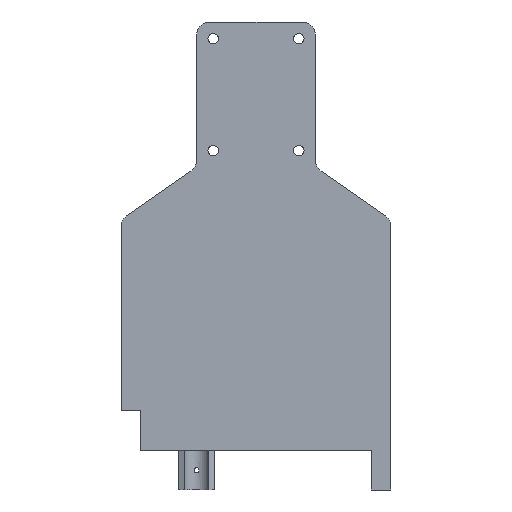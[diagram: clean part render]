
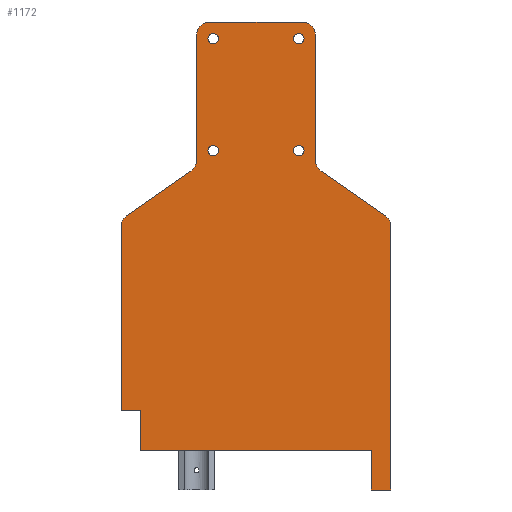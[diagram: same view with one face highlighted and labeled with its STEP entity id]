
A CAD part, front view. The second image highlights one B-rep face of the part: STEP entity #1172.
In plain terms, the highlighted planar face has unit normal (0, -1, 0).
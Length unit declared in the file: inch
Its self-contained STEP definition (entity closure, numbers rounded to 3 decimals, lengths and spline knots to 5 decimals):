
#41=FACE_BOUND('',#169,.T.);
#42=FACE_BOUND('',#170,.T.);
#43=FACE_BOUND('',#171,.T.);
#44=FACE_BOUND('',#172,.T.);
#60=PLANE('',#1274);
#102=FACE_OUTER_BOUND('',#168,.T.);
#168=EDGE_LOOP('',(#854,#855,#856,#857,#858,#859,#860,#861,#862,#863,#864,
#865,#866,#867,#868,#869,#870,#871));
#169=EDGE_LOOP('',(#872));
#170=EDGE_LOOP('',(#873));
#171=EDGE_LOOP('',(#874));
#172=EDGE_LOOP('',(#875));
#243=CIRCLE('',#1275,0.25);
#244=CIRCLE('',#1276,0.25);
#245=CIRCLE('',#1277,0.25);
#246=CIRCLE('',#1278,0.25);
#247=CIRCLE('',#1279,0.25);
#248=CIRCLE('',#1280,0.25);
#249=CIRCLE('',#1281,0.09843);
#250=CIRCLE('',#1282,0.09843);
#251=CIRCLE('',#1283,0.09843);
#252=CIRCLE('',#1284,0.09843);
#295=LINE('',#1887,#397);
#303=LINE('',#1912,#405);
#304=LINE('',#1916,#406);
#305=LINE('',#1920,#407);
#306=LINE('',#1924,#408);
#307=LINE('',#1928,#409);
#308=LINE('',#1932,#410);
#309=LINE('',#1936,#411);
#310=LINE('',#1938,#412);
#311=LINE('',#1940,#413);
#312=LINE('',#1941,#414);
#313=LINE('',#1942,#415);
#397=VECTOR('',#1438,0.3937);
#405=VECTOR('',#1454,0.3937);
#406=VECTOR('',#1457,0.3937);
#407=VECTOR('',#1460,0.3937);
#408=VECTOR('',#1463,0.3937);
#409=VECTOR('',#1466,0.3937);
#410=VECTOR('',#1469,0.3937);
#411=VECTOR('',#1472,0.3937);
#412=VECTOR('',#1473,0.3937);
#413=VECTOR('',#1474,0.3937);
#414=VECTOR('',#1475,0.3937);
#415=VECTOR('',#1476,0.3937);
#524=VERTEX_POINT('',#1884);
#525=VERTEX_POINT('',#1886);
#534=VERTEX_POINT('',#1910);
#535=VERTEX_POINT('',#1911);
#536=VERTEX_POINT('',#1913);
#537=VERTEX_POINT('',#1915);
#538=VERTEX_POINT('',#1917);
#539=VERTEX_POINT('',#1919);
#540=VERTEX_POINT('',#1921);
#541=VERTEX_POINT('',#1923);
#542=VERTEX_POINT('',#1925);
#543=VERTEX_POINT('',#1927);
#544=VERTEX_POINT('',#1929);
#545=VERTEX_POINT('',#1931);
#546=VERTEX_POINT('',#1933);
#547=VERTEX_POINT('',#1935);
#548=VERTEX_POINT('',#1937);
#549=VERTEX_POINT('',#1939);
#550=VERTEX_POINT('',#1943);
#551=VERTEX_POINT('',#1945);
#552=VERTEX_POINT('',#1947);
#553=VERTEX_POINT('',#1949);
#650=EDGE_CURVE('',#525,#524,#295,.T.);
#661=EDGE_CURVE('',#534,#535,#303,.T.);
#662=EDGE_CURVE('',#536,#534,#243,.T.);
#663=EDGE_CURVE('',#537,#536,#304,.T.);
#664=EDGE_CURVE('',#538,#537,#244,.T.);
#665=EDGE_CURVE('',#539,#538,#305,.T.);
#666=EDGE_CURVE('',#540,#539,#245,.T.);
#667=EDGE_CURVE('',#541,#540,#306,.T.);
#668=EDGE_CURVE('',#542,#541,#246,.T.);
#669=EDGE_CURVE('',#543,#542,#307,.T.);
#670=EDGE_CURVE('',#544,#543,#247,.T.);
#671=EDGE_CURVE('',#545,#544,#308,.T.);
#672=EDGE_CURVE('',#546,#545,#248,.T.);
#673=EDGE_CURVE('',#547,#546,#309,.T.);
#674=EDGE_CURVE('',#547,#548,#310,.T.);
#675=EDGE_CURVE('',#548,#549,#311,.T.);
#676=EDGE_CURVE('',#525,#549,#312,.T.);
#677=EDGE_CURVE('',#535,#524,#313,.T.);
#678=EDGE_CURVE('',#550,#550,#249,.T.);
#679=EDGE_CURVE('',#551,#551,#250,.T.);
#680=EDGE_CURVE('',#552,#552,#251,.T.);
#681=EDGE_CURVE('',#553,#553,#252,.T.);
#854=ORIENTED_EDGE('',*,*,#661,.F.);
#855=ORIENTED_EDGE('',*,*,#662,.F.);
#856=ORIENTED_EDGE('',*,*,#663,.F.);
#857=ORIENTED_EDGE('',*,*,#664,.F.);
#858=ORIENTED_EDGE('',*,*,#665,.F.);
#859=ORIENTED_EDGE('',*,*,#666,.F.);
#860=ORIENTED_EDGE('',*,*,#667,.F.);
#861=ORIENTED_EDGE('',*,*,#668,.F.);
#862=ORIENTED_EDGE('',*,*,#669,.F.);
#863=ORIENTED_EDGE('',*,*,#670,.F.);
#864=ORIENTED_EDGE('',*,*,#671,.F.);
#865=ORIENTED_EDGE('',*,*,#672,.F.);
#866=ORIENTED_EDGE('',*,*,#673,.F.);
#867=ORIENTED_EDGE('',*,*,#674,.T.);
#868=ORIENTED_EDGE('',*,*,#675,.T.);
#869=ORIENTED_EDGE('',*,*,#676,.F.);
#870=ORIENTED_EDGE('',*,*,#650,.T.);
#871=ORIENTED_EDGE('',*,*,#677,.F.);
#872=ORIENTED_EDGE('',*,*,#678,.T.);
#873=ORIENTED_EDGE('',*,*,#679,.T.);
#874=ORIENTED_EDGE('',*,*,#680,.T.);
#875=ORIENTED_EDGE('',*,*,#681,.T.);
#1172=ADVANCED_FACE('',(#102,#41,#42,#43,#44),#60,.F.);
#1274=AXIS2_PLACEMENT_3D('',#1909,#1452,#1453);
#1275=AXIS2_PLACEMENT_3D('',#1914,#1455,#1456);
#1276=AXIS2_PLACEMENT_3D('',#1918,#1458,#1459);
#1277=AXIS2_PLACEMENT_3D('',#1922,#1461,#1462);
#1278=AXIS2_PLACEMENT_3D('',#1926,#1464,#1465);
#1279=AXIS2_PLACEMENT_3D('',#1930,#1467,#1468);
#1280=AXIS2_PLACEMENT_3D('',#1934,#1470,#1471);
#1281=AXIS2_PLACEMENT_3D('',#1944,#1477,#1478);
#1282=AXIS2_PLACEMENT_3D('',#1946,#1479,#1480);
#1283=AXIS2_PLACEMENT_3D('',#1948,#1481,#1482);
#1284=AXIS2_PLACEMENT_3D('',#1950,#1483,#1484);
#1438=DIRECTION('',(0.,0.,-1.));
#1452=DIRECTION('center_axis',(0.,1.,0.));
#1453=DIRECTION('ref_axis',(0.,0.,1.));
#1454=DIRECTION('',(0.,0.,-1.));
#1455=DIRECTION('center_axis',(0.,1.,0.));
#1456=DIRECTION('ref_axis',(0.887,0.,0.462));
#1457=DIRECTION('',(0.82,0.,-0.573));
#1458=DIRECTION('center_axis',(0.,-1.,0.));
#1459=DIRECTION('ref_axis',(-0.887,0.,-0.462));
#1460=DIRECTION('',(0.,0.,-1.));
#1461=DIRECTION('center_axis',(0.,1.,0.));
#1462=DIRECTION('ref_axis',(0.707,0.,0.707));
#1463=DIRECTION('',(1.,0.,0.));
#1464=DIRECTION('center_axis',(0.,1.,0.));
#1465=DIRECTION('ref_axis',(-0.707,0.,0.707));
#1466=DIRECTION('',(0.,0.,1.));
#1467=DIRECTION('center_axis',(0.,-1.,0.));
#1468=DIRECTION('ref_axis',(0.887,0.,-0.462));
#1469=DIRECTION('',(0.82,0.,0.573));
#1470=DIRECTION('center_axis',(0.,1.,0.));
#1471=DIRECTION('ref_axis',(-0.887,0.,0.462));
#1472=DIRECTION('',(0.,0.,1.));
#1473=DIRECTION('',(1.,0.,0.));
#1474=DIRECTION('',(0.,0.,-1.));
#1475=DIRECTION('',(-1.,0.,0.));
#1476=DIRECTION('',(-1.,0.,0.));
#1477=DIRECTION('center_axis',(0.,1.,0.));
#1478=DIRECTION('ref_axis',(-1.,0.,0.));
#1479=DIRECTION('center_axis',(0.,1.,0.));
#1480=DIRECTION('ref_axis',(-1.,0.,0.));
#1481=DIRECTION('center_axis',(0.,1.,0.));
#1482=DIRECTION('ref_axis',(-1.,0.,0.));
#1483=DIRECTION('center_axis',(0.,1.,0.));
#1484=DIRECTION('ref_axis',(-1.,0.,0.));
#1884=CARTESIAN_POINT('',(2.18406,0.,-0.75));
#1886=CARTESIAN_POINT('',(2.18406,0.,0.));
#1887=CARTESIAN_POINT('',(2.18406,0.,0.));
#1909=CARTESIAN_POINT('Origin',(0.,0.,6.7525));
#1910=CARTESIAN_POINT('',(2.55906,0.,4.24472));
#1911=CARTESIAN_POINT('',(2.55906,0.,-0.75));
#1912=CARTESIAN_POINT('',(2.55906,0.,4.37504));
#1913=CARTESIAN_POINT('',(2.45222,0.,4.44967));
#1914=CARTESIAN_POINT('Origin',(2.30906,0.,4.24472));
#1915=CARTESIAN_POINT('',(1.2343,0.,5.30041));
#1916=CARTESIAN_POINT('',(1.12746,0.,5.37504));
#1917=CARTESIAN_POINT('',(1.12746,0.,5.50536));
#1918=CARTESIAN_POINT('Origin',(1.37746,0.,5.50536));
#1919=CARTESIAN_POINT('',(1.12746,0.,7.87996));
#1920=CARTESIAN_POINT('',(1.12746,0.,8.12996));
#1921=CARTESIAN_POINT('',(0.87746,0.,8.12996));
#1922=CARTESIAN_POINT('Origin',(0.87746,0.,7.87996));
#1923=CARTESIAN_POINT('',(-0.87746,0.,8.12996));
#1924=CARTESIAN_POINT('',(-1.12746,0.,8.12996));
#1925=CARTESIAN_POINT('',(-1.12746,0.,7.87996));
#1926=CARTESIAN_POINT('Origin',(-0.87746,0.,7.87996));
#1927=CARTESIAN_POINT('',(-1.12746,0.,5.50536));
#1928=CARTESIAN_POINT('',(-1.12746,0.,5.37504));
#1929=CARTESIAN_POINT('',(-1.2343,0.,5.30041));
#1930=CARTESIAN_POINT('Origin',(-1.37746,0.,5.50536));
#1931=CARTESIAN_POINT('',(-2.45222,0.,4.44967));
#1932=CARTESIAN_POINT('',(-2.55906,0.,4.37504));
#1933=CARTESIAN_POINT('',(-2.55906,0.,4.24472));
#1934=CARTESIAN_POINT('Origin',(-2.30906,0.,4.24472));
#1935=CARTESIAN_POINT('',(-2.55906,0.,0.75));
#1936=CARTESIAN_POINT('',(-2.55906,0.,0.));
#1937=CARTESIAN_POINT('',(-2.18406,0.,0.75));
#1938=CARTESIAN_POINT('',(-1.18578,0.,0.75));
#1939=CARTESIAN_POINT('',(-2.18406,0.,0.));
#1940=CARTESIAN_POINT('',(-2.18406,0.,3.37625));
#1941=CARTESIAN_POINT('',(2.55906,0.,0.));
#1942=CARTESIAN_POINT('',(2.55906,0.,-0.75));
#1943=CARTESIAN_POINT('',(0.91093,0.,7.815));
#1944=CARTESIAN_POINT('Origin',(0.8125,0.,7.815));
#1945=CARTESIAN_POINT('',(0.91093,0.,5.69));
#1946=CARTESIAN_POINT('Origin',(0.8125,0.,5.69));
#1947=CARTESIAN_POINT('',(-0.71407,0.,7.815));
#1948=CARTESIAN_POINT('Origin',(-0.8125,0.,7.815));
#1949=CARTESIAN_POINT('',(-0.71407,0.,5.69));
#1950=CARTESIAN_POINT('Origin',(-0.8125,0.,5.69));
